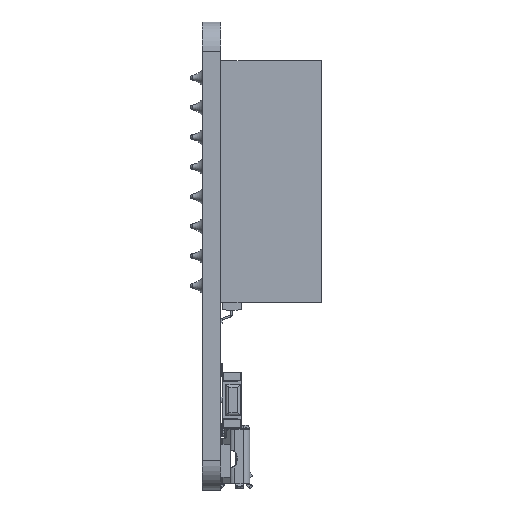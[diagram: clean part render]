
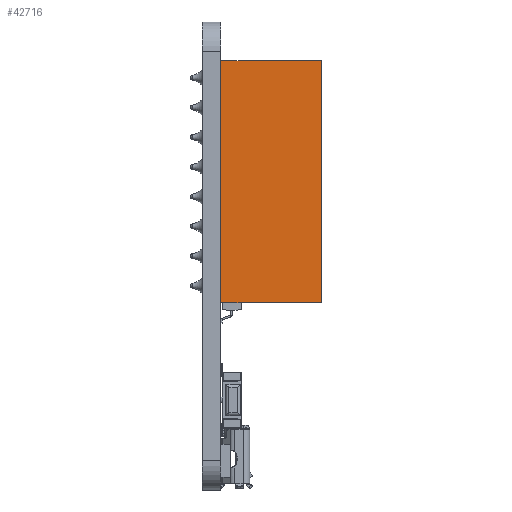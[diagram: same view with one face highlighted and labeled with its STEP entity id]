
A CAD part, front view. The second image highlights one B-rep face of the part: STEP entity #42716.
In plain terms, the highlighted planar face has unit normal (0, -1, 0).
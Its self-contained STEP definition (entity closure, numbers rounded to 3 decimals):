
#6291=FACE_OUTER_BOUND('',#8820,.T.);
#8820=EDGE_LOOP('',(#38905,#38906,#38907,#38908));
#12455=LINE('',#76464,#16420);
#12797=LINE('',#77792,#16762);
#12799=LINE('',#77796,#16764);
#12800=LINE('',#77797,#16765);
#16420=VECTOR('',#57077,10.);
#16762=VECTOR('',#57993,10.);
#16764=VECTOR('',#57997,10.);
#16765=VECTOR('',#57998,10.);
#20342=VERTEX_POINT('',#76461);
#20343=VERTEX_POINT('',#76463);
#20610=VERTEX_POINT('',#77791);
#20611=VERTEX_POINT('',#77795);
#26297=EDGE_CURVE('',#20342,#20343,#12455,.T.);
#26735=EDGE_CURVE('',#20343,#20610,#12797,.T.);
#26737=EDGE_CURVE('',#20342,#20611,#12799,.T.);
#26738=EDGE_CURVE('',#20611,#20610,#12800,.T.);
#38905=ORIENTED_EDGE('',*,*,#26297,.F.);
#38906=ORIENTED_EDGE('',*,*,#26737,.T.);
#38907=ORIENTED_EDGE('',*,*,#26738,.T.);
#38908=ORIENTED_EDGE('',*,*,#26735,.F.);
#40265=PLANE('',#46562);
#42716=ADVANCED_FACE('',(#6291),#40265,.F.);
#46562=AXIS2_PLACEMENT_3D('',#77794,#57995,#57996);
#57077=DIRECTION('',(0.,0.,1.));
#57993=DIRECTION('',(1.,0.,0.));
#57995=DIRECTION('center_axis',(0.,1.,0.));
#57996=DIRECTION('ref_axis',(0.,0.,1.));
#57997=DIRECTION('',(1.,0.,0.));
#57998=DIRECTION('',(0.,0.,1.));
#76461=CARTESIAN_POINT('',(1.6,1.1,16.));
#76463=CARTESIAN_POINT('',(1.6,1.1,36.7));
#76464=CARTESIAN_POINT('',(1.6,1.1,18.));
#77791=CARTESIAN_POINT('',(10.2,1.1,36.7));
#77792=CARTESIAN_POINT('',(1.6,1.1,36.7));
#77794=CARTESIAN_POINT('Origin',(1.6,1.1,16.));
#77795=CARTESIAN_POINT('',(10.2,1.1,16.));
#77796=CARTESIAN_POINT('',(1.6,1.1,16.));
#77797=CARTESIAN_POINT('',(10.2,1.1,36.7));
